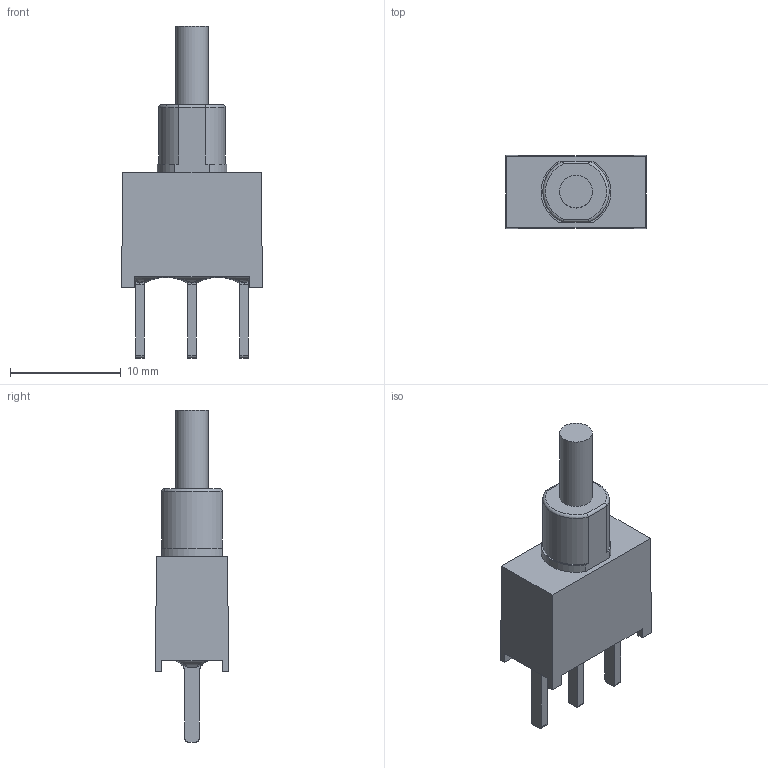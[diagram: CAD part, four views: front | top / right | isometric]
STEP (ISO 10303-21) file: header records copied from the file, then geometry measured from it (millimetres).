
FILE_DESCRIPTION((' '),'2;1');
FILE_NAME('700ASP7B21M2xE.stp','2017-07-31T11:52:38',(' '),(' '),' ','ACIS',' ');
FILE_SCHEMA(('CONFIG_CONTROL_DESIGN'));
Length unit declared in the file: inch
Products named in the file (1): 700ASP7B21M2xE.stp
Bounding box: 12.7 x 6.6 x 29.96 mm (x, y, z)
Volume: 1018.1 mm3; surface area: 801.1 mm2
Topology: 1 solids, 1 shells, 80 faces, 221 edges, 146 vertices
Faces by surface type: plane 51, cylinder 19, bspline 8, torus 2
Full cylindrical faces by diameter (mm): 2.96 x1
Entity records: 3193 total; most frequent: CARTESIAN_POINT 1067, ORIENTED_EDGE 440, DIRECTION 392, EDGE_CURVE 220, VERTEX_POINT 146, VECTOR 142, LINE 142, AXIS2_PLACEMENT_3D 125
